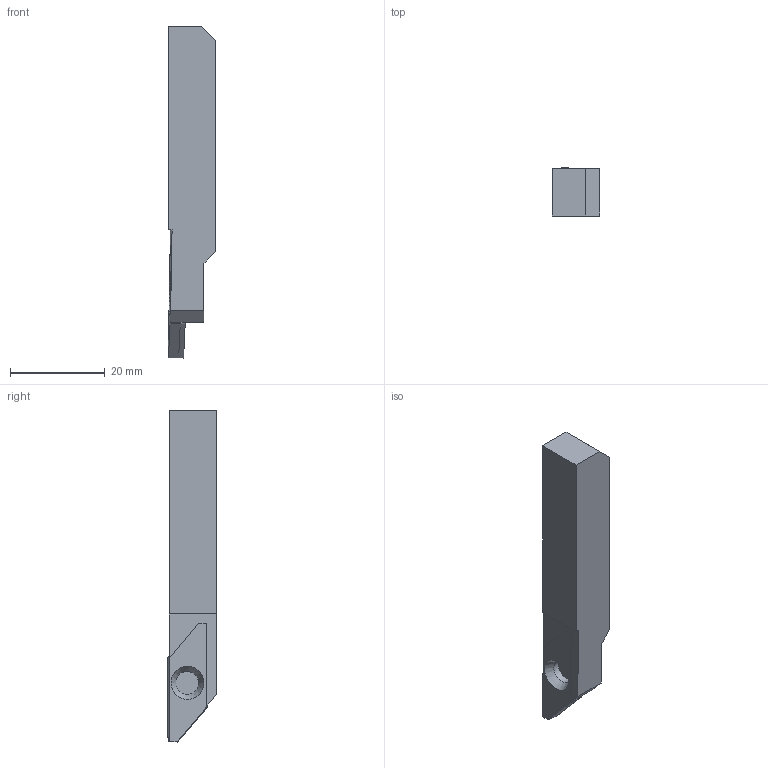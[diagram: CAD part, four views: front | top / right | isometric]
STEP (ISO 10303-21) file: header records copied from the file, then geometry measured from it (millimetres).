
FILE_DESCRIPTION(/* description */ (''),/* implementation_level */ '2;1');
FILE_NAME(/* name */ '1527606000262.stp',/* time_stamp */ '2018-05-29T17:00:06+02:00',/* author */ (''),/* organization */ ('SMS'),/* preprocessor_version */ 'ST-DEVELOPER v15',/* originating_system */ 'SIEMENS PLM Software NX 8.5',/* authorisation */ '');
FILE_SCHEMA (('AUTOMOTIVE_DESIGN { 1 0 10303 214 3 1 1 1 }'));
Length unit declared in the file: millimetre
Products named in the file (4): ASSEMBLY_CONSTRUCTION; CUT; 201680310mod000_00; 201680323mod000_00
Assembly tree (3 placements, depth 2):
  201680323mod000_00
    201680310mod000_00
    CUT
    ASSEMBLY_CONSTRUCTION
Bounding box: 10.04 x 10.32 x 69.98 mm (x, y, z)
Volume: 5788.4 mm3; surface area: 3085.8 mm2
Topology: 2 solids, 2 shells, 40 faces, 109 edges, 81 vertices
Faces by surface type: plane 33, cylinder 6, cone 1
Full cylindrical faces by diameter (mm): 4.9 x1
Entity records: 1437 total; most frequent: CARTESIAN_POINT 251, DIRECTION 215, ORIENTED_EDGE 208, EDGE_CURVE 104, LINE 89, VECTOR 89, VERTEX_POINT 70, AXIS2_PLACEMENT_3D 63
